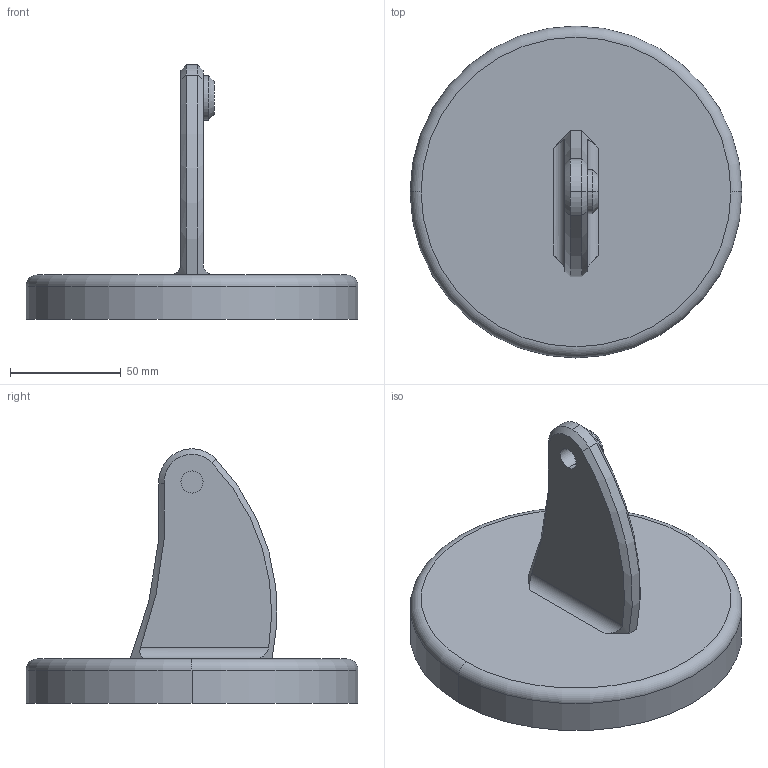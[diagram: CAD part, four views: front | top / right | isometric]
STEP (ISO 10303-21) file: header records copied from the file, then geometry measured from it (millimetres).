
FILE_DESCRIPTION (( 'STEP AP203' ), '1' );
FILE_NAME ('Part1_Default_sldprt.STEP', '2025-05-10T08:25:49', ( '' ), ( '' ), 'SwSTEP 2.0', 'SolidWorks 2025', '' );
FILE_SCHEMA (( 'CONFIG_CONTROL_DESIGN' ));
Length unit declared in the file: millimetre
Products named in the file (1): Part1_Default_sldprt
Bounding box: 150 x 150 x 115 mm (x, y, z)
Volume: 396273.3 mm3; surface area: 54020.3 mm2
Topology: 1 solids, 1 shells, 29 faces, 63 edges, 39 vertices
Faces by surface type: cylinder 12, cone 9, plane 6, torus 2
Entity records: 961 total; most frequent: CARTESIAN_POINT 234, DIRECTION 148, ORIENTED_EDGE 126, EDGE_CURVE 63, AXIS2_PLACEMENT_3D 63, VERTEX_POINT 39, CIRCLE 33, EDGE_LOOP 32
